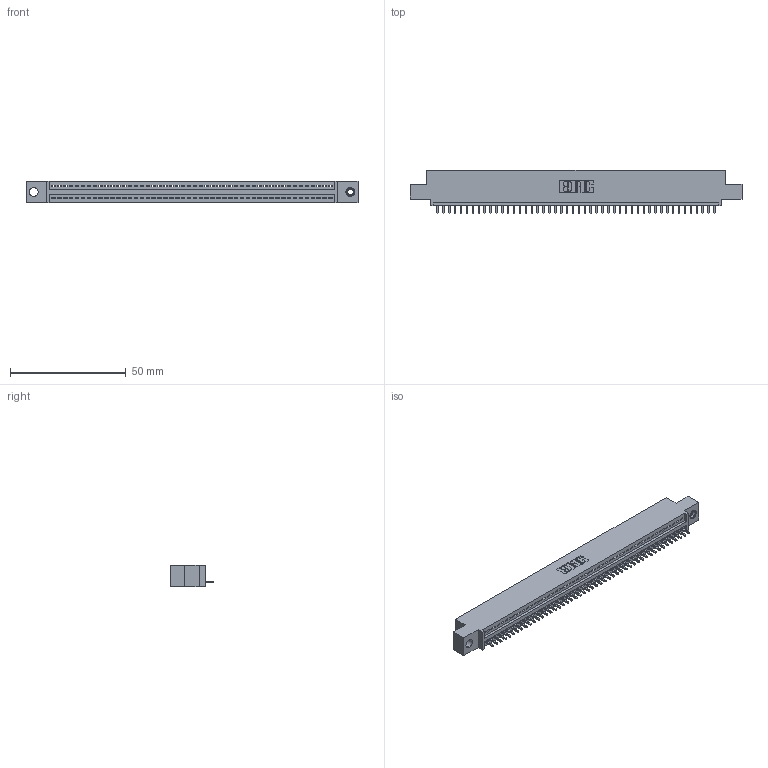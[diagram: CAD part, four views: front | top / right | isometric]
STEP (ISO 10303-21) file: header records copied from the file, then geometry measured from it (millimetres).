
FILE_DESCRIPTION (( 'STEP AP203' ), '1' );
FILE_NAME ('395-048-521-407.STEP', '2018-11-19T17:25:55', ( '' ), ( '' ), 'SwSTEP 2.0', 'SolidWorks 2016', '' );
FILE_SCHEMA (( 'CONFIG_CONTROL_DESIGN' ));
Length unit declared in the file: inch
Products named in the file (4): 395-048-521-407; 345-250-001_345-250-005-103; 345 Part_0.110 Offset - 0.156 Dia-TI; 345-292-001_345-293-121
Assembly tree (50 placements, depth 2):
  395-048-521-407
    345 Part_0.110 Offset - 0.156 Dia-TI
    345-292-001_345-293-121  x48
    345-250-001_345-250-005-103
Bounding box: 143.13 x 18.72 x 9.4 mm (x, y, z)
Volume: 13374 mm3; surface area: 17339.7 mm2
Topology: 50 solids, 50 shells, 2951 faces, 8887 edges, 5856 vertices
Faces by surface type: plane 2027, cylinder 916, cone 6, torus 2
Entity records: 36622 total; most frequent: CARTESIAN_POINT 6330, ORIENTED_EDGE 6306, DIRECTION 5545, EDGE_CURVE 3153, VECTOR 2809, LINE 2809, VERTEX_POINT 2096, AXIS2_PLACEMENT_3D 1368
